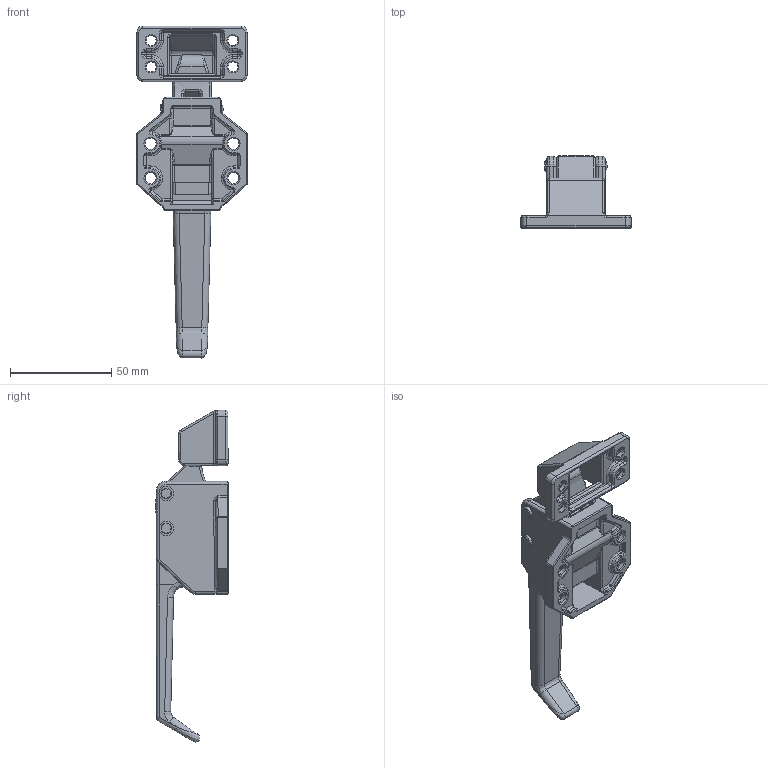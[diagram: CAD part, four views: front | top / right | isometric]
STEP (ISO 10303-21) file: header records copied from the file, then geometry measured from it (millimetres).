
FILE_DESCRIPTION( (''), '2;1');
FILE_NAME ('PC14.7220.THA_KA_1780_25419.stp','2020-05-01T16:04:01',(''),(''),'spGate 16.7.1','','');
FILE_SCHEMA (('AUTOMOTIVE_DESIGN'));
Length unit declared in the file: millimetre
Products named in the file (7): Assembly; ボディー; リンク; ハンドル; ストライク; ラッチ; リベットシャフト
Assembly tree (7 placements, depth 2):
  Assembly
    ボディー
    リンク
    ハンドル
    ストライク
    ラッチ
    リベットシャフト  x2
Bounding box: 54.5 x 35.86 x 164.27 mm (x, y, z)
Volume: 61792.8 mm3; surface area: 32509.6 mm2
Topology: 7 solids, 7 shells, 876 faces, 2121 edges, 1193 vertices
Faces by surface type: cylinder 372, bspline 333, plane 127, sphere 44
Entity records: 53443 total; most frequent: CARTESIAN_POINT 18329, ORIENTED_EDGE 4092, DIRECTION 3585, COLOUR_RGB 2919, PRESENTATION_STYLE_ASSIGNMENT 2919, STYLED_ITEM 2919, EDGE_CURVE 2046, DRAUGHTING_PRE_DEFINED_CURVE_FONT 2046
